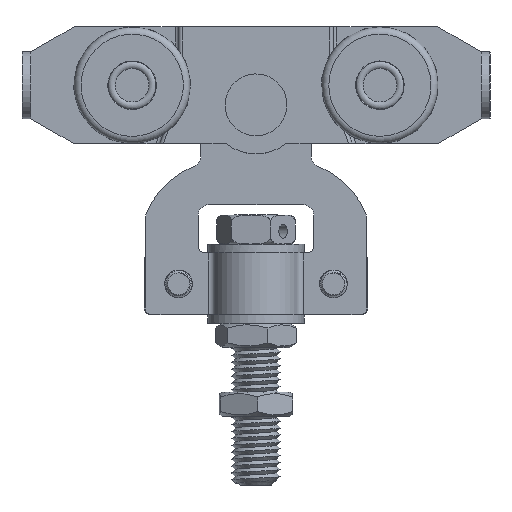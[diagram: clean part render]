
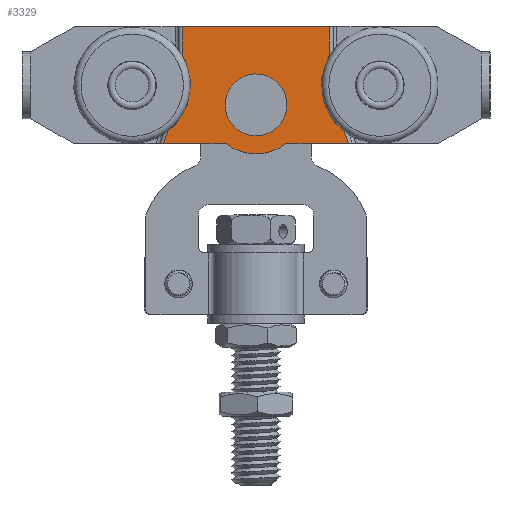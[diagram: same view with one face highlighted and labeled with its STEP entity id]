
A CAD part, top view. The second image highlights one B-rep face of the part: STEP entity #3329.
In plain terms, the highlighted planar face has unit normal (0, 0, 1).
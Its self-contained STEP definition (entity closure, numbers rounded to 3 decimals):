
#141=CARTESIAN_POINT('',(-6.042,6.671,5.5));
#142=VERTEX_POINT('',#141);
#143=CARTESIAN_POINT('',(0.,0.,5.5));
#144=DIRECTION('',(0.,0.,-1.0));
#145=DIRECTION('',(-0.671,0.741,0.));
#146=AXIS2_PLACEMENT_3D('',#143,#144,#145);
#147=CIRCLE('',#146,9.);
#148=EDGE_CURVE('',#142,#142,#147,.T.);
#2529=CARTESIAN_POINT('',(21.5,22.693,5.5));
#2530=VERTEX_POINT('',#2529);
#2538=CARTESIAN_POINT('',(21.5,3.524,5.5));
#2539=VERTEX_POINT('',#2538);
#2540=CARTESIAN_POINT('',(21.5,22.693,5.5));
#2541=DIRECTION('',(0.0,-1.0,0.0));
#2542=VECTOR('',#2541,19.17);
#2543=LINE('',#2540,#2542);
#2544=EDGE_CURVE('',#2530,#2539,#2543,.T.);
#2569=CARTESIAN_POINT('',(26.898,-11.307,5.5));
#2570=VERTEX_POINT('',#2569);
#2587=CARTESIAN_POINT('',(21.5,3.524,5.5));
#2588=DIRECTION('',(0.342,-0.94,0.));
#2589=VECTOR('',#2588,15.782);
#2590=LINE('',#2587,#2589);
#2591=EDGE_CURVE('',#2539,#2570,#2590,.T.);
#2641=CARTESIAN_POINT('',(8.673,-11.307,5.5));
#2642=VERTEX_POINT('',#2641);
#2643=CARTESIAN_POINT('',(26.898,-11.307,5.5));
#2644=DIRECTION('',(-1.0,0.0,0.0));
#2645=VECTOR('',#2644,18.224);
#2646=LINE('',#2643,#2645);
#2647=EDGE_CURVE('',#2570,#2642,#2646,.T.);
#2718=CARTESIAN_POINT('',(-26.898,-11.307,5.5));
#2719=VERTEX_POINT('',#2718);
#2727=CARTESIAN_POINT('',(-21.5,3.524,5.5));
#2728=VERTEX_POINT('',#2727);
#2729=CARTESIAN_POINT('',(-26.898,-11.307,5.5));
#2730=DIRECTION('',(0.342,0.94,0.));
#2731=VECTOR('',#2730,15.782);
#2732=LINE('',#2729,#2731);
#2733=EDGE_CURVE('',#2719,#2728,#2732,.T.);
#2758=CARTESIAN_POINT('',(-21.5,22.693,5.5));
#2759=VERTEX_POINT('',#2758);
#2776=CARTESIAN_POINT('',(-21.5,3.524,5.5));
#2777=DIRECTION('',(0.0,1.0,0.0));
#2778=VECTOR('',#2777,19.17);
#2779=LINE('',#2776,#2778);
#2780=EDGE_CURVE('',#2728,#2759,#2779,.T.);
#2839=CARTESIAN_POINT('',(-21.5,22.693,5.5));
#2840=DIRECTION('',(1.0,0.0,0.0));
#2841=VECTOR('',#2840,43.);
#2842=LINE('',#2839,#2841);
#2843=EDGE_CURVE('',#2759,#2530,#2842,.T.);
#3276=CARTESIAN_POINT('',(-8.673,-11.307,5.5));
#3277=VERTEX_POINT('',#3276);
#3284=CARTESIAN_POINT('',(-8.673,-11.307,5.5));
#3285=DIRECTION('',(-1.0,0.0,0.0));
#3286=VECTOR('',#3285,18.224);
#3287=LINE('',#3284,#3286);
#3288=EDGE_CURVE('',#3277,#2719,#3287,.T.);
#3300=CARTESIAN_POINT('',(0.,0.,5.5));
#3301=DIRECTION('',(0.,0.,-1.));
#3302=DIRECTION('',(-0.609,-0.793,0.));
#3303=AXIS2_PLACEMENT_3D('',#3300,#3301,#3302);
#3304=CIRCLE('',#3303,14.25);
#3305=EDGE_CURVE('',#2642,#3277,#3304,.T.);
#3311=CARTESIAN_POINT('',(0.,4.19,5.5));
#3312=DIRECTION('',(0.0,0.0,1.0));
#3313=DIRECTION('',(1.0,0.0,0.0));
#3314=AXIS2_PLACEMENT_3D('',#3311,#3312,#3313);
#3315=PLANE('',#3314);
#3316=ORIENTED_EDGE('',*,*,#2544,.F.);
#3317=ORIENTED_EDGE('',*,*,#2843,.F.);
#3318=ORIENTED_EDGE('',*,*,#2780,.F.);
#3319=ORIENTED_EDGE('',*,*,#2733,.F.);
#3320=ORIENTED_EDGE('',*,*,#3288,.F.);
#3321=ORIENTED_EDGE('',*,*,#3305,.F.);
#3322=ORIENTED_EDGE('',*,*,#2647,.F.);
#3323=ORIENTED_EDGE('',*,*,#2591,.F.);
#3324=EDGE_LOOP('',(#3316,#3317,#3318,#3319,#3320,#3321,#3322,#3323));
#3325=FACE_OUTER_BOUND('',#3324,.T.);
#3326=ORIENTED_EDGE('',*,*,#148,.T.);
#3327=EDGE_LOOP('',(#3326));
#3328=FACE_BOUND('',#3327,.T.);
#3329=ADVANCED_FACE('',(#3325,#3328),#3315,.T.);
